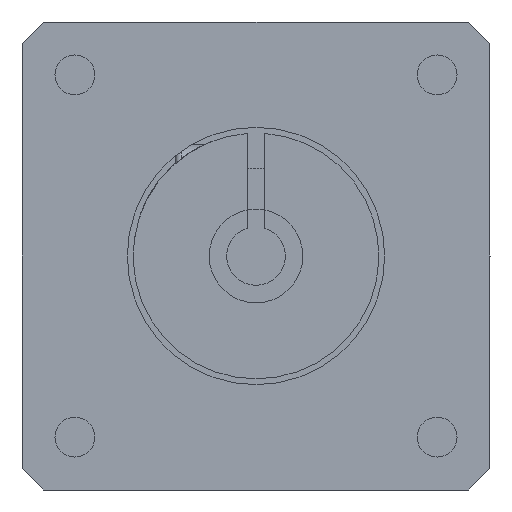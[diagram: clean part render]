
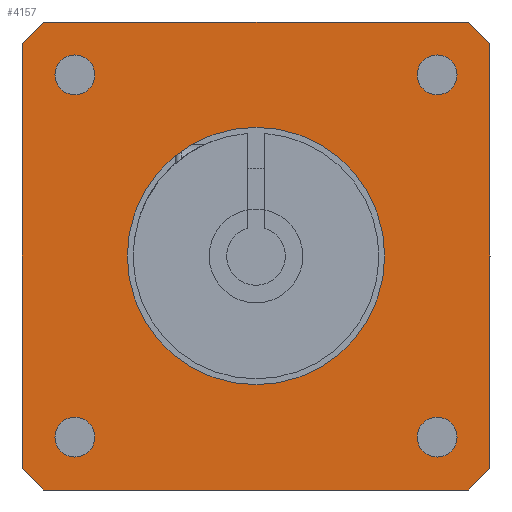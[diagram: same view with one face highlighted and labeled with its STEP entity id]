
A CAD part, left-side view. The second image highlights one B-rep face of the part: STEP entity #4157.
In plain terms, the highlighted planar face has unit normal (-1, 0, 0).
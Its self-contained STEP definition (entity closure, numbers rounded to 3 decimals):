
#986=CARTESIAN_POINT('',(-105.5,0.,0.));
#987=DIRECTION('',(-1.,0.,0.));
#988=DIRECTION('',(0.,-0.672,-0.741));
#989=AXIS2_PLACEMENT_3D('',#986,#987,#988);
#991=DIRECTION('',(0.,-1.,0.));
#992=VECTOR('',#991,36.277);
#993=CARTESIAN_POINT('',(-105.5,18.138,-20.));
#994=LINE('',#993,#992);
#995=CARTESIAN_POINT('',(-105.5,0.,0.));
#996=DIRECTION('',(-1.,0.,0.));
#997=DIRECTION('',(0.,0.741,-0.672));
#998=AXIS2_PLACEMENT_3D('',#995,#996,#997);
#1000=DIRECTION('',(0.,0.,-1.));
#1001=VECTOR('',#1000,36.277);
#1002=CARTESIAN_POINT('',(-105.5,20.,18.138));
#1003=LINE('',#1002,#1001);
#1004=CARTESIAN_POINT('',(-105.5,0.,0.));
#1005=DIRECTION('',(-1.,0.,0.));
#1006=DIRECTION('',(0.,0.672,0.741));
#1007=AXIS2_PLACEMENT_3D('',#1004,#1005,#1006);
#1009=DIRECTION('',(0.,1.,0.));
#1010=VECTOR('',#1009,36.277);
#1011=CARTESIAN_POINT('',(-105.5,-18.138,20.));
#1012=LINE('',#1011,#1010);
#1013=CARTESIAN_POINT('',(-105.5,0.,0.));
#1014=DIRECTION('',(-1.,0.,0.));
#1015=DIRECTION('',(0.,-0.741,0.672));
#1016=AXIS2_PLACEMENT_3D('',#1013,#1014,#1015);
#1018=DIRECTION('',(0.,0.,1.));
#1019=VECTOR('',#1018,36.277);
#1020=CARTESIAN_POINT('',(-105.5,-20.,-18.138));
#1021=LINE('',#1020,#1019);
#1022=CARTESIAN_POINT('',(-105.5,0.,0.));
#1023=DIRECTION('',(1.,0.,0.));
#1024=DIRECTION('',(0.,0.,-1.));
#1025=AXIS2_PLACEMENT_3D('',#1022,#1023,#1024);
#1027=CARTESIAN_POINT('',(-105.5,0.,0.));
#1028=DIRECTION('',(1.,0.,0.));
#1029=DIRECTION('',(0.,0.,1.));
#1030=AXIS2_PLACEMENT_3D('',#1027,#1028,#1029);
#1032=CARTESIAN_POINT('',(-105.5,15.486,-15.486));
#1033=DIRECTION('',(-1.,0.,0.));
#1034=DIRECTION('',(0.,-1.,0.));
#1035=AXIS2_PLACEMENT_3D('',#1032,#1033,#1034);
#1037=CARTESIAN_POINT('',(-105.5,15.486,-15.486));
#1038=DIRECTION('',(-1.,0.,0.));
#1039=DIRECTION('',(0.,1.,0.));
#1040=AXIS2_PLACEMENT_3D('',#1037,#1038,#1039);
#1042=CARTESIAN_POINT('',(-105.5,15.486,15.486));
#1043=DIRECTION('',(-1.,0.,0.));
#1044=DIRECTION('',(0.,-1.,0.));
#1045=AXIS2_PLACEMENT_3D('',#1042,#1043,#1044);
#1047=CARTESIAN_POINT('',(-105.5,15.486,15.486));
#1048=DIRECTION('',(-1.,0.,0.));
#1049=DIRECTION('',(0.,1.,0.));
#1050=AXIS2_PLACEMENT_3D('',#1047,#1048,#1049);
#1052=CARTESIAN_POINT('',(-105.5,-15.486,15.486));
#1053=DIRECTION('',(-1.,0.,0.));
#1054=DIRECTION('',(0.,-1.,0.));
#1055=AXIS2_PLACEMENT_3D('',#1052,#1053,#1054);
#1057=CARTESIAN_POINT('',(-105.5,-15.486,15.486));
#1058=DIRECTION('',(-1.,0.,0.));
#1059=DIRECTION('',(0.,1.,0.));
#1060=AXIS2_PLACEMENT_3D('',#1057,#1058,#1059);
#1062=CARTESIAN_POINT('',(-105.5,-15.486,-15.486));
#1063=DIRECTION('',(-1.,0.,0.));
#1064=DIRECTION('',(0.,-1.,0.));
#1065=AXIS2_PLACEMENT_3D('',#1062,#1063,#1064);
#1067=CARTESIAN_POINT('',(-105.5,-15.486,-15.486));
#1068=DIRECTION('',(-1.,0.,0.));
#1069=DIRECTION('',(0.,1.,0.));
#1070=AXIS2_PLACEMENT_3D('',#1067,#1068,#1069);
#2269=CARTESIAN_POINT('',(-105.5,-18.138,-20.));
#2270=CARTESIAN_POINT('',(-105.5,-20.,-18.138));
#2271=VERTEX_POINT('',#2269);
#2272=VERTEX_POINT('',#2270);
#2273=CARTESIAN_POINT('',(-105.5,-20.,18.138));
#2274=VERTEX_POINT('',#2273);
#2275=CARTESIAN_POINT('',(-105.5,-18.138,20.));
#2276=VERTEX_POINT('',#2275);
#2277=CARTESIAN_POINT('',(-105.5,18.138,20.));
#2278=VERTEX_POINT('',#2277);
#2279=CARTESIAN_POINT('',(-105.5,20.,18.138));
#2280=VERTEX_POINT('',#2279);
#2281=CARTESIAN_POINT('',(-105.5,20.,-18.138));
#2282=VERTEX_POINT('',#2281);
#2283=CARTESIAN_POINT('',(-105.5,18.138,-20.));
#2284=VERTEX_POINT('',#2283);
#2301=CARTESIAN_POINT('',(-105.5,0.,-11.));
#2302=CARTESIAN_POINT('',(-105.5,0.,11.));
#2303=VERTEX_POINT('',#2301);
#2304=VERTEX_POINT('',#2302);
#2409=CARTESIAN_POINT('',(-105.5,13.786,-15.486));
#2410=CARTESIAN_POINT('',(-105.5,17.186,-15.486));
#2411=VERTEX_POINT('',#2409);
#2412=VERTEX_POINT('',#2410);
#2413=CARTESIAN_POINT('',(-105.5,13.786,15.486));
#2414=CARTESIAN_POINT('',(-105.5,17.186,15.486));
#2415=VERTEX_POINT('',#2413);
#2416=VERTEX_POINT('',#2414);
#2417=CARTESIAN_POINT('',(-105.5,-17.186,15.486));
#2418=CARTESIAN_POINT('',(-105.5,-13.786,15.486));
#2419=VERTEX_POINT('',#2417);
#2420=VERTEX_POINT('',#2418);
#2421=CARTESIAN_POINT('',(-105.5,-17.186,-15.486));
#2422=CARTESIAN_POINT('',(-105.5,-13.786,-15.486));
#2423=VERTEX_POINT('',#2421);
#2424=VERTEX_POINT('',#2422);
#4106=CARTESIAN_POINT('',(-105.5,0.,0.));
#4107=DIRECTION('',(-1.,0.,0.));
#4108=DIRECTION('',(0.,1.,0.));
#4109=AXIS2_PLACEMENT_3D('',#4106,#4107,#4108);
#4110=PLANE('',#4109);
#4111=ORIENTED_EDGE('',*,*,#3970,.F.);
#4113=ORIENTED_EDGE('',*,*,#4112,.F.);
#4115=ORIENTED_EDGE('',*,*,#4114,.F.);
#4117=ORIENTED_EDGE('',*,*,#4116,.F.);
#4119=ORIENTED_EDGE('',*,*,#4118,.F.);
#4121=ORIENTED_EDGE('',*,*,#4120,.F.);
#4123=ORIENTED_EDGE('',*,*,#4122,.F.);
#4124=ORIENTED_EDGE('',*,*,#4086,.F.);
#4125=EDGE_LOOP('',(#4111,#4113,#4115,#4117,#4119,#4121,#4123,#4124));
#4126=FACE_OUTER_BOUND('',#4125,.F.);
#4128=ORIENTED_EDGE('',*,*,#4127,.F.);
#4130=ORIENTED_EDGE('',*,*,#4129,.F.);
#4131=EDGE_LOOP('',(#4128,#4130));
#4132=FACE_BOUND('',#4131,.F.);
#4134=ORIENTED_EDGE('',*,*,#4133,.T.);
#4136=ORIENTED_EDGE('',*,*,#4135,.T.);
#4137=EDGE_LOOP('',(#4134,#4136));
#4138=FACE_BOUND('',#4137,.F.);
#4140=ORIENTED_EDGE('',*,*,#4139,.T.);
#4142=ORIENTED_EDGE('',*,*,#4141,.T.);
#4143=EDGE_LOOP('',(#4140,#4142));
#4144=FACE_BOUND('',#4143,.F.);
#4146=ORIENTED_EDGE('',*,*,#4145,.T.);
#4148=ORIENTED_EDGE('',*,*,#4147,.T.);
#4149=EDGE_LOOP('',(#4146,#4148));
#4150=FACE_BOUND('',#4149,.F.);
#4152=ORIENTED_EDGE('',*,*,#4151,.T.);
#4154=ORIENTED_EDGE('',*,*,#4153,.T.);
#4155=EDGE_LOOP('',(#4152,#4154));
#4156=FACE_BOUND('',#4155,.F.);
#990=CIRCLE('',#989,27.);
#999=CIRCLE('',#998,27.);
#1008=CIRCLE('',#1007,27.);
#1017=CIRCLE('',#1016,27.);
#1026=CIRCLE('',#1025,11.);
#1031=CIRCLE('',#1030,11.);
#1036=CIRCLE('',#1035,1.7);
#1041=CIRCLE('',#1040,1.7);
#1046=CIRCLE('',#1045,1.7);
#1051=CIRCLE('',#1050,1.7);
#1056=CIRCLE('',#1055,1.7);
#1061=CIRCLE('',#1060,1.7);
#1066=CIRCLE('',#1065,1.7);
#1071=CIRCLE('',#1070,1.7);
#3970=EDGE_CURVE('',#2271,#2272,#990,.T.);
#4086=EDGE_CURVE('',#2272,#2274,#1021,.T.);
#4112=EDGE_CURVE('',#2284,#2271,#994,.T.);
#4114=EDGE_CURVE('',#2282,#2284,#999,.T.);
#4116=EDGE_CURVE('',#2280,#2282,#1003,.T.);
#4118=EDGE_CURVE('',#2278,#2280,#1008,.T.);
#4120=EDGE_CURVE('',#2276,#2278,#1012,.T.);
#4122=EDGE_CURVE('',#2274,#2276,#1017,.T.);
#4127=EDGE_CURVE('',#2303,#2304,#1026,.T.);
#4129=EDGE_CURVE('',#2304,#2303,#1031,.T.);
#4133=EDGE_CURVE('',#2411,#2412,#1036,.T.);
#4135=EDGE_CURVE('',#2412,#2411,#1041,.T.);
#4139=EDGE_CURVE('',#2415,#2416,#1046,.T.);
#4141=EDGE_CURVE('',#2416,#2415,#1051,.T.);
#4145=EDGE_CURVE('',#2419,#2420,#1056,.T.);
#4147=EDGE_CURVE('',#2420,#2419,#1061,.T.);
#4151=EDGE_CURVE('',#2423,#2424,#1066,.T.);
#4153=EDGE_CURVE('',#2424,#2423,#1071,.T.);
#4157=ADVANCED_FACE('',(#4126,#4132,#4138,#4144,#4150,#4156),#4110,.T.);
